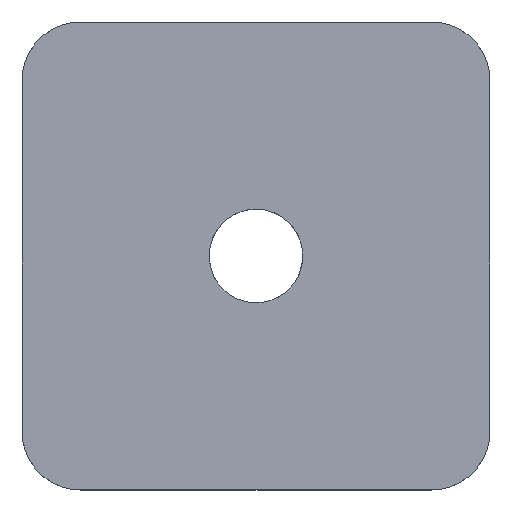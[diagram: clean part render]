
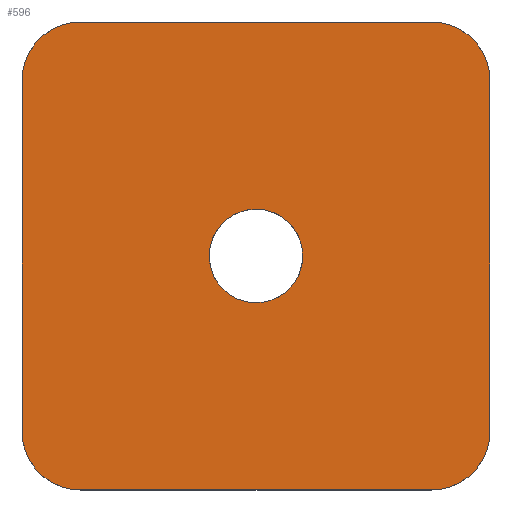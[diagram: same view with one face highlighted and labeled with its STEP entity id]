
A CAD part, top view. The second image highlights one B-rep face of the part: STEP entity #596.
In plain terms, the highlighted planar face has unit normal (0, 0, 1).
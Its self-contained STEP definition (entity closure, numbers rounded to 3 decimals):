
#257=CARTESIAN_POINT('Vertex',(628.67,-129.,88.5)) ;
#274=CARTESIAN_POINT('Vertex',(633.67,-134.,88.5)) ;
#278=CARTESIAN_POINT('Control Point',(628.67,-129.,88.5)) ;
#279=CARTESIAN_POINT('Control Point',(628.67,-130.571,88.5)) ;
#280=CARTESIAN_POINT('Control Point',(629.285,-132.143,88.5)) ;
#281=CARTESIAN_POINT('Control Point',(630.527,-133.385,88.5)) ;
#282=CARTESIAN_POINT('Control Point',(632.1,-134.,88.5)) ;
#283=CARTESIAN_POINT('Control Point',(633.67,-134.,88.5)) ;
#303=CARTESIAN_POINT('Vertex',(628.67,-99.,88.5)) ;
#311=CARTESIAN_POINT('Line Origine',(628.67,-114.,88.5)) ;
#339=CARTESIAN_POINT('Vertex',(633.67,-94.,88.5)) ;
#351=CARTESIAN_POINT('Control Point',(633.67,-94.,88.5)) ;
#352=CARTESIAN_POINT('Control Point',(632.1,-94.,88.5)) ;
#353=CARTESIAN_POINT('Control Point',(630.527,-94.615,88.5)) ;
#354=CARTESIAN_POINT('Control Point',(629.285,-95.857,88.5)) ;
#355=CARTESIAN_POINT('Control Point',(628.67,-97.429,88.5)) ;
#356=CARTESIAN_POINT('Control Point',(628.67,-99.,88.5)) ;
#376=CARTESIAN_POINT('Vertex',(663.67,-94.,88.5)) ;
#384=CARTESIAN_POINT('Line Origine',(648.67,-94.,88.5)) ;
#412=CARTESIAN_POINT('Vertex',(668.67,-99.,88.5)) ;
#424=CARTESIAN_POINT('Control Point',(668.67,-99.,88.5)) ;
#425=CARTESIAN_POINT('Control Point',(668.67,-97.429,88.5)) ;
#426=CARTESIAN_POINT('Control Point',(668.055,-95.857,88.5)) ;
#427=CARTESIAN_POINT('Control Point',(666.813,-94.615,88.5)) ;
#428=CARTESIAN_POINT('Control Point',(665.241,-94.,88.5)) ;
#429=CARTESIAN_POINT('Control Point',(663.67,-94.,88.5)) ;
#449=CARTESIAN_POINT('Vertex',(668.67,-129.,88.5)) ;
#457=CARTESIAN_POINT('Line Origine',(668.67,-114.,88.5)) ;
#485=CARTESIAN_POINT('Vertex',(663.67,-134.,88.5)) ;
#497=CARTESIAN_POINT('Control Point',(663.67,-134.,88.5)) ;
#498=CARTESIAN_POINT('Control Point',(665.241,-134.,88.5)) ;
#499=CARTESIAN_POINT('Control Point',(666.813,-133.385,88.5)) ;
#500=CARTESIAN_POINT('Control Point',(668.055,-132.143,88.5)) ;
#501=CARTESIAN_POINT('Control Point',(668.67,-130.571,88.5)) ;
#502=CARTESIAN_POINT('Control Point',(668.67,-129.,88.5)) ;
#521=CARTESIAN_POINT('Line Origine',(648.67,-134.,88.5)) ;
#563=CARTESIAN_POINT('Axis2P3D Location',(0.,0.,88.5)) ;
#578=CARTESIAN_POINT('Axis2P3D Location',(648.67,-114.,88.5)) ;
#582=CARTESIAN_POINT('Vertex',(646.753,-110.49,88.5)) ;
#584=CARTESIAN_POINT('Vertex',(650.588,-117.51,88.5)) ;
#587=CARTESIAN_POINT('Axis2P3D Location',(648.67,-114.,88.5)) ;
#312=DIRECTION('Vector Direction',(0.,-1.,0.)) ;
#385=DIRECTION('Vector Direction',(-1.,0.,0.)) ;
#458=DIRECTION('Vector Direction',(0.,1.,0.)) ;
#522=DIRECTION('Vector Direction',(1.,0.,0.)) ;
#564=DIRECTION('Axis2P3D Direction',(0.,0.,1.)) ;
#565=DIRECTION('Axis2P3D XDirection',(1.,0.,0.)) ;
#579=DIRECTION('Axis2P3D Direction',(0.,0.,1.)) ;
#588=DIRECTION('Axis2P3D Direction',(0.,0.,1.)) ;
#566=AXIS2_PLACEMENT_3D('Plane Axis2P3D',#563,#564,#565) ;
#580=AXIS2_PLACEMENT_3D('Circle Axis2P3D',#578,#579,$) ;
#589=AXIS2_PLACEMENT_3D('Circle Axis2P3D',#587,#588,$) ;
#569=ORIENTED_EDGE('',*,*,#525,.T.) ;
#570=ORIENTED_EDGE('',*,*,#503,.T.) ;
#571=ORIENTED_EDGE('',*,*,#461,.T.) ;
#572=ORIENTED_EDGE('',*,*,#430,.T.) ;
#573=ORIENTED_EDGE('',*,*,#388,.T.) ;
#574=ORIENTED_EDGE('',*,*,#357,.T.) ;
#575=ORIENTED_EDGE('',*,*,#315,.T.) ;
#576=ORIENTED_EDGE('',*,*,#284,.T.) ;
#593=ORIENTED_EDGE('',*,*,#586,.F.) ;
#594=ORIENTED_EDGE('',*,*,#591,.F.) ;
#595=FACE_BOUND('',#592,.T.) ;
#313=VECTOR('Line Direction',#312,1.) ;
#386=VECTOR('Line Direction',#385,1.) ;
#459=VECTOR('Line Direction',#458,1.) ;
#523=VECTOR('Line Direction',#522,1.) ;
#596=ADVANCED_FACE('Corps principal',(#577,#595),#567,.T.) ;
#277=B_SPLINE_CURVE_WITH_KNOTS('',5,(#278,#279,#280,#281,#282,#283),.UNSPECIFIED.,.F.,.U.,(6,6),(143.562,151.416),.UNSPECIFIED.) ;
#350=B_SPLINE_CURVE_WITH_KNOTS('',5,(#351,#352,#353,#354,#355,#356),.UNSPECIFIED.,.F.,.U.,(6,6),(105.708,113.562),.UNSPECIFIED.) ;
#423=B_SPLINE_CURVE_WITH_KNOTS('',5,(#424,#425,#426,#427,#428,#429),.UNSPECIFIED.,.F.,.U.,(6,6),(67.854,75.708),.UNSPECIFIED.) ;
#496=B_SPLINE_CURVE_WITH_KNOTS('',5,(#497,#498,#499,#500,#501,#502),.UNSPECIFIED.,.F.,.U.,(6,6),(30.,37.854),.UNSPECIFIED.) ;
#581=CIRCLE('generated circle',#580,4.) ;
#590=CIRCLE('generated circle',#589,4.) ;
#284=EDGE_CURVE('',#258,#275,#277,.T.) ;
#315=EDGE_CURVE('',#304,#258,#314,.T.) ;
#357=EDGE_CURVE('',#340,#304,#350,.T.) ;
#388=EDGE_CURVE('',#377,#340,#387,.T.) ;
#430=EDGE_CURVE('',#413,#377,#423,.T.) ;
#461=EDGE_CURVE('',#450,#413,#460,.T.) ;
#503=EDGE_CURVE('',#486,#450,#496,.T.) ;
#525=EDGE_CURVE('',#275,#486,#524,.T.) ;
#586=EDGE_CURVE('',#583,#585,#581,.T.) ;
#591=EDGE_CURVE('',#585,#583,#590,.T.) ;
#568=EDGE_LOOP('',(#569,#570,#571,#572,#573,#574,#575,#576)) ;
#592=EDGE_LOOP('',(#593,#594)) ;
#577=FACE_OUTER_BOUND('',#568,.T.) ;
#314=LINE('Line',#311,#313) ;
#387=LINE('Line',#384,#386) ;
#460=LINE('Line',#457,#459) ;
#524=LINE('Line',#521,#523) ;
#567=PLANE('Plane',#566) ;
#258=VERTEX_POINT('',#257) ;
#275=VERTEX_POINT('',#274) ;
#304=VERTEX_POINT('',#303) ;
#340=VERTEX_POINT('',#339) ;
#377=VERTEX_POINT('',#376) ;
#413=VERTEX_POINT('',#412) ;
#450=VERTEX_POINT('',#449) ;
#486=VERTEX_POINT('',#485) ;
#583=VERTEX_POINT('',#582) ;
#585=VERTEX_POINT('',#584) ;
